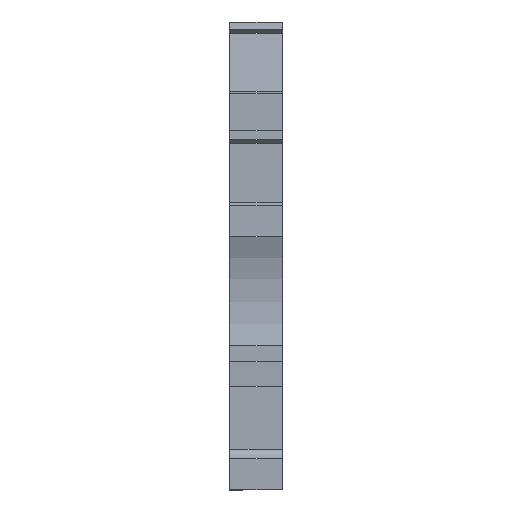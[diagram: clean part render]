
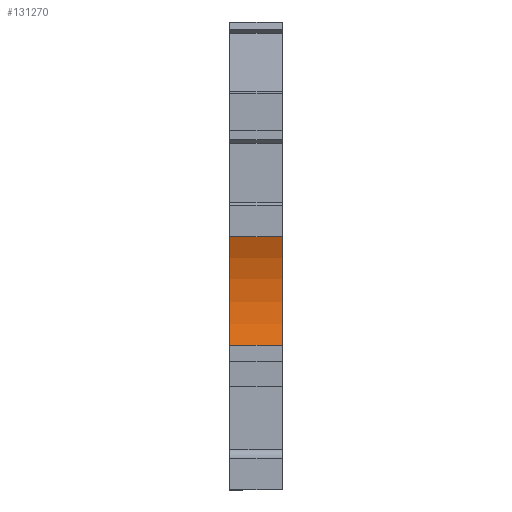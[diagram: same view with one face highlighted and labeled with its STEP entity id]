
A CAD part, front view. The second image highlights one B-rep face of the part: STEP entity #131270.
In plain terms, the highlighted cylindrical face has radius 15 mm (diameter 30 mm), a partial arc.
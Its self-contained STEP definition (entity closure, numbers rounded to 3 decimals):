
#2020=CARTESIAN_POINT('',(135.319,10.697,
53.67));
#2030=VERTEX_POINT('',#2020);
#2060=CARTESIAN_POINT('',(121.01,15.197,
53.67));
#2070=DIRECTION('',(0.,0.,1.));
#2080=DIRECTION('',(0.,-1.,0.));
#2090=AXIS2_PLACEMENT_3D('',#2060,#2070,#2080);
#2100=CIRCLE('',#2090,15.);
#2110=CARTESIAN_POINT('',(134.719,21.284,
53.67));
#2120=VERTEX_POINT('',#2110);
#2130=EDGE_CURVE('',#2030,#2120,#2100,.T.);
#12800=CARTESIAN_POINT('',(134.719,21.284,
48.52));
#12810=VERTEX_POINT('',#12800);
#12840=CARTESIAN_POINT('',(121.01,15.197,
48.52));
#12850=DIRECTION('',(0.,0.,1.));
#12860=DIRECTION('',(1.,0.,0.));
#12870=AXIS2_PLACEMENT_3D('',#12840,#12850,#12860);
#12880=CIRCLE('',#12870,15.);
#12890=CARTESIAN_POINT('',(135.319,10.697,
48.52));
#12900=VERTEX_POINT('',#12890);
#12910=EDGE_CURVE('',#12900,#12810,#12880,.T.);
#28750=CARTESIAN_POINT('',(135.319,10.697,
48.52));
#28760=DIRECTION('',(0.,0.,1.));
#28770=VECTOR('',#28760,1.);
#28780=LINE('',#28750,#28770);
#28790=EDGE_CURVE('',#12900,#2030,#28780,.T.);
#29060=CARTESIAN_POINT('',(134.719,21.284,
48.52));
#29070=DIRECTION('',(0.,0.,1.));
#29080=VECTOR('',#29070,1.);
#29090=LINE('',#29060,#29080);
#29100=EDGE_CURVE('',#12810,#2120,#29090,.T.);
#131160=CARTESIAN_POINT('',(121.01,15.197,
48.52));
#131170=DIRECTION('',(0.,0.,1.));
#131180=DIRECTION('',(0.,-1.,0.));
#131190=AXIS2_PLACEMENT_3D('',#131160,#131170,#131180);
#131200=CYLINDRICAL_SURFACE('',#131190,15.);
#131210=ORIENTED_EDGE('',*,*,#12910,.F.);
#131220=ORIENTED_EDGE('',*,*,#29100,.F.);
#131230=ORIENTED_EDGE('',*,*,#2130,.T.);
#131240=ORIENTED_EDGE('',*,*,#28790,.T.);
#131250=EDGE_LOOP('',(#131240,#131230,#131220,#131210));
#131260=FACE_OUTER_BOUND('',#131250,.T.);
#131270=ADVANCED_FACE('',(#131260),#131200,.F.);
